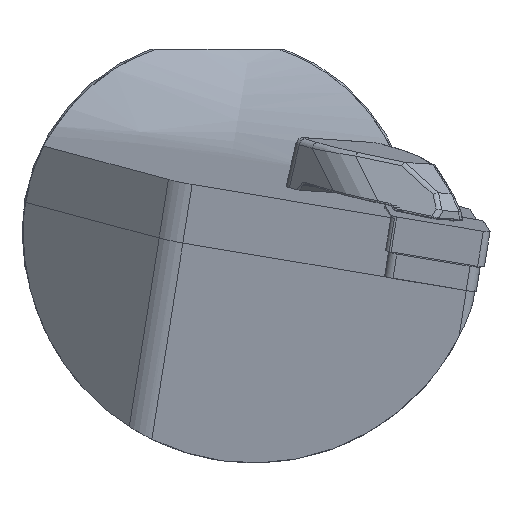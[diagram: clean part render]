
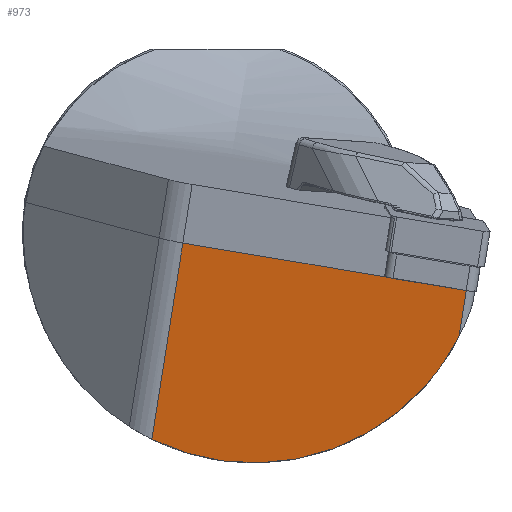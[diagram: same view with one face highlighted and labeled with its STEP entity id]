
A CAD part, left-side view. The second image highlights one B-rep face of the part: STEP entity #973.
In plain terms, the highlighted planar face has unit normal (-0.991, 0.102, -0.089).
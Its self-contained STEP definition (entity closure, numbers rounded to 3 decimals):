
#896=ELLIPSE('',#2595,29.774,29.5);
#973=ADVANCED_FACE('',(#1122),#1080,.F.);
#1080=PLANE('',#2599);
#1122=FACE_OUTER_BOUND('',#1224,.T.);
#1224=EDGE_LOOP('',(#1440,#1441,#1442,#1443,#1444,#1445));
#1440=ORIENTED_EDGE('',*,*,#2116,.F.);
#1441=ORIENTED_EDGE('',*,*,#2117,.T.);
#1442=ORIENTED_EDGE('',*,*,#2109,.T.);
#1443=ORIENTED_EDGE('',*,*,#2118,.F.);
#1444=ORIENTED_EDGE('',*,*,#2119,.T.);
#1445=ORIENTED_EDGE('',*,*,#2085,.T.);
#1923=VERTEX_POINT('',#3329);
#1924=VERTEX_POINT('',#3330);
#1943=VERTEX_POINT('',#3427);
#1944=VERTEX_POINT('',#3429);
#1948=VERTEX_POINT('',#3450);
#1949=VERTEX_POINT('',#3453);
#2085=EDGE_CURVE('',#1923,#1924,#2344,.T.);
#2109=EDGE_CURVE('',#1944,#1943,#896,.T.);
#2116=EDGE_CURVE('',#1948,#1924,#2361,.T.);
#2117=EDGE_CURVE('',#1948,#1944,#2362,.T.);
#2118=EDGE_CURVE('',#1949,#1943,#2363,.T.);
#2119=EDGE_CURVE('',#1949,#1923,#2364,.T.);
#2344=LINE('',#3328,#2464);
#2361=LINE('',#3449,#2481);
#2362=LINE('',#3451,#2482);
#2363=LINE('',#3452,#2483);
#2364=LINE('',#3454,#2484);
#2464=VECTOR('',#2796,1.);
#2481=VECTOR('',#2841,1.);
#2482=VECTOR('',#2842,1.);
#2483=VECTOR('',#2843,1.);
#2484=VECTOR('',#2844,1.);
#2595=AXIS2_PLACEMENT_3D('',#3428,#2830,#2831);
#2599=AXIS2_PLACEMENT_3D('',#3455,#2845,#2846);
#2796=DIRECTION('',(0.086,0.983,0.165));
#2830=DIRECTION('',(-0.991,0.102,-0.089));
#2831=DIRECTION('',(-0.135,-0.744,0.654));
#2841=DIRECTION('',(-0.086,-0.983,-0.165));
#2842=DIRECTION('',(0.105,0.156,-0.982));
#2843=DIRECTION('',(0.105,0.156,-0.982));
#2844=DIRECTION('',(0.086,0.983,0.165));
#2845=DIRECTION('',(0.991,-0.102,0.089));
#2846=DIRECTION('',(0.102,0.995,0.));
#3328=CARTESIAN_POINT('',(-52.543,298.481,352.281));
#3329=CARTESIAN_POINT('',(-54.84,272.215,347.876));
#3330=CARTESIAN_POINT('',(-54.808,272.587,347.939));
#3427=CARTESIAN_POINT('',(-55.088,263.123,340.269));
#3428=CARTESIAN_POINT('',(-53.591,289.433,353.611));
#3429=CARTESIAN_POINT('',(-49.868,302.462,327.144));
#3449=CARTESIAN_POINT('',(-52.543,298.481,352.281));
#3450=CARTESIAN_POINT('',(-52.543,298.481,352.281));
#3451=CARTESIAN_POINT('',(-117.147,202.326,959.38));
#3452=CARTESIAN_POINT('',(-120.322,166.03,953.294));
#3453=CARTESIAN_POINT('',(-55.718,262.185,346.194));
#3454=CARTESIAN_POINT('',(-52.543,298.481,352.281));
#3455=CARTESIAN_POINT('',(-117.147,202.326,959.38));
